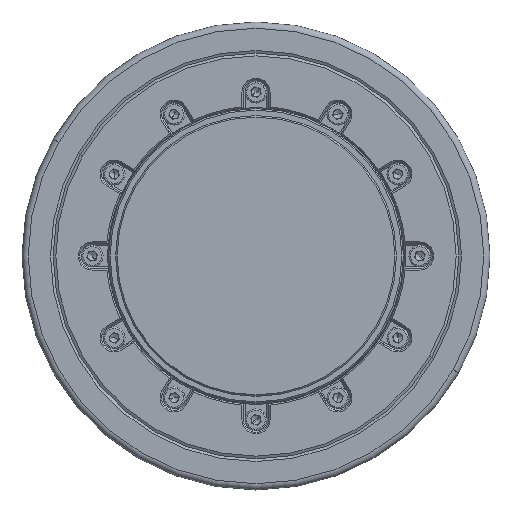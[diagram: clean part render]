
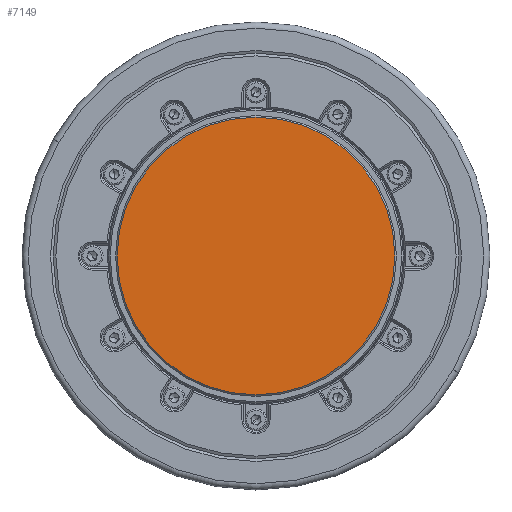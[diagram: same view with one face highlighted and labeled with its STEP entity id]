
A CAD part, left-side view. The second image highlights one B-rep face of the part: STEP entity #7149.
In plain terms, the highlighted planar face has unit normal (-1, 0, 0).
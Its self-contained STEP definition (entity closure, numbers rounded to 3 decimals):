
#259 = DIRECTION ( 'NONE',  ( -1., 0., 0. ) ) ;
#840 = CIRCLE ( 'NONE', #9729, 44.5 ) ;
#979 = CARTESIAN_POINT ( 'NONE',  ( 0., 0., 44.5 ) ) ;
#1245 = PLANE ( 'NONE',  #12470 ) ;
#3036 = CARTESIAN_POINT ( 'NONE',  ( 0., 0., 0. ) ) ;
#3859 = DIRECTION ( 'NONE',  ( -1., 0., 0. ) ) ;
#4616 = CARTESIAN_POINT ( 'NONE',  ( 0., 0., -44.5 ) ) ;
#5534 = ORIENTED_EDGE ( 'NONE', *, *, #7649, .T. ) ;
#5538 = AXIS2_PLACEMENT_3D ( 'NONE', #3036, #259, #6608 ) ;
#6608 = DIRECTION ( 'NONE',  ( 0., 0., 1. ) ) ;
#6742 = DIRECTION ( 'NONE',  ( 1., 0., 0. ) ) ;
#6918 = ORIENTED_EDGE ( 'NONE', *, *, #9586, .T. ) ;
#7149 = ADVANCED_FACE ( 'NONE', ( #7685 ), #1245, .F. ) ;
#7649 = EDGE_CURVE ( 'NONE', #11545, #12614, #840, .T. ) ;
#7685 = FACE_OUTER_BOUND ( 'NONE', #9191, .T. ) ;
#9191 = EDGE_LOOP ( 'NONE', ( #6918, #5534 ) ) ;
#9259 = DIRECTION ( 'NONE',  ( 0., 0., 1. ) ) ;
#9586 = EDGE_CURVE ( 'NONE', #12614, #11545, #13758, .T. ) ;
#9729 = AXIS2_PLACEMENT_3D ( 'NONE', #11525, #3859, #9259 ) ;
#11110 = CARTESIAN_POINT ( 'NONE',  ( 0., 0., 0. ) ) ;
#11525 = CARTESIAN_POINT ( 'NONE',  ( 0., 0., 0. ) ) ;
#11545 = VERTEX_POINT ( 'NONE', #979 ) ;
#12470 = AXIS2_PLACEMENT_3D ( 'NONE', #11110, #6742, #13303 ) ;
#12614 = VERTEX_POINT ( 'NONE', #4616 ) ;
#13303 = DIRECTION ( 'NONE',  ( 0., 0., -1. ) ) ;
#13758 = CIRCLE ( 'NONE', #5538, 44.5 ) ;
